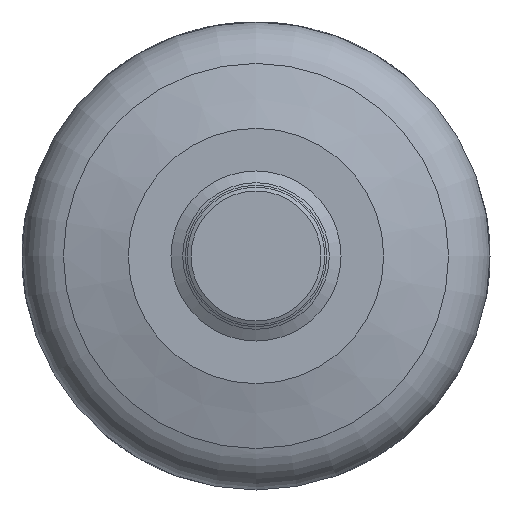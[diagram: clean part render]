
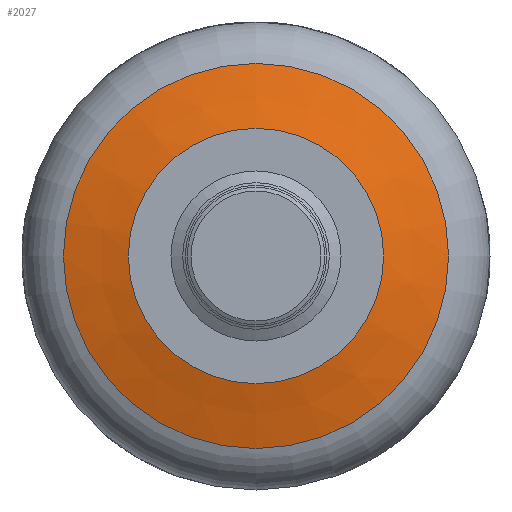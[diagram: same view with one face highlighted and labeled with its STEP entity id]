
A CAD part, front view. The second image highlights one B-rep face of the part: STEP entity #2027.
In plain terms, the highlighted conical face has half-angle 75 degrees and reference radius 5.774 mm.
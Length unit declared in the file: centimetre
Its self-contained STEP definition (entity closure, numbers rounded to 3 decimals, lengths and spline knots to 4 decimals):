
#37=CONICAL_SURFACE($,#2218,0.5774,1.309);
#405=FACE_BOUND($,#646,.T.);
#473=FACE_OUTER_BOUND($,#645,.T.);
#645=EDGE_LOOP($,(#1509));
#646=EDGE_LOOP($,(#1510));
#881=CIRCLE($,#2217,0.5774);
#882=CIRCLE($,#2219,0.9051);
#1032=VERTEX_POINT($,#3682);
#1033=VERTEX_POINT($,#3685);
#1237=EDGE_CURVE($,#1032,#1032,#881,.T.);
#1238=EDGE_CURVE($,#1033,#1033,#882,.T.);
#1509=ORIENTED_EDGE($,*,*,#1238,.T.);
#1510=ORIENTED_EDGE($,*,*,#1237,.F.);
#2027=ADVANCED_FACE($,(#473,#405),#37,.T.);
#2217=AXIS2_PLACEMENT_3D($,#3683,#2543,#2544);
#2218=AXIS2_PLACEMENT_3D($,#3684,#2545,#2546);
#2219=AXIS2_PLACEMENT_3D($,#3686,#2547,#2548);
#2543=DIRECTION('center_axis',(0.,-1.,0.));
#2544=DIRECTION('ref_axis',(0.,0.,-1.));
#2545=DIRECTION('center_axis',(0.,1.,0.));
#2546=DIRECTION('ref_axis',(0.,0.,1.));
#2547=DIRECTION('center_axis',(0.,-1.,0.));
#2548=DIRECTION('ref_axis',(0.,0.,-1.));
#3682=CARTESIAN_POINT('',(0.,-0.0878,-0.5774));
#3683=CARTESIAN_POINT('Origin',(0.,-0.0878,0.));
#3684=CARTESIAN_POINT('Origin',(0.,-0.0878,0.));
#3685=CARTESIAN_POINT('',(0.,0.,-0.9051));
#3686=CARTESIAN_POINT('Origin',(0.,0.,0.));
